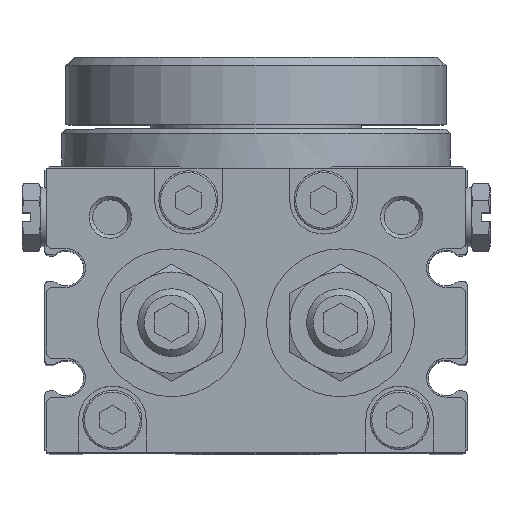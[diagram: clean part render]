
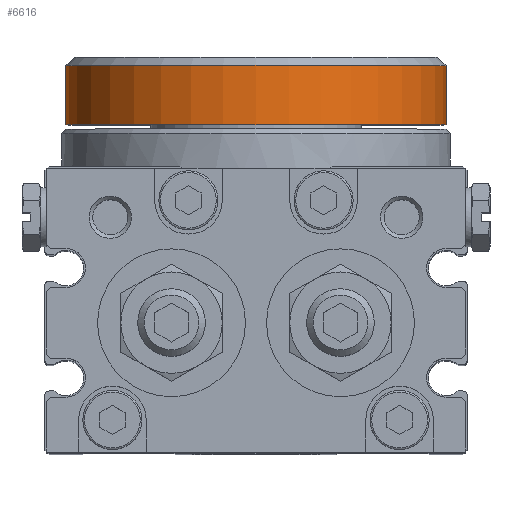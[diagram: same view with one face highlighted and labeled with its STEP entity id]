
A CAD part, top view. The second image highlights one B-rep face of the part: STEP entity #6616.
In plain terms, the highlighted cylindrical face has radius 22.5 mm (diameter 45 mm), a full revolution.
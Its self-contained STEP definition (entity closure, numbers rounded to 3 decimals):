
#95=CYLINDRICAL_SURFACE('',#7257,22.5);
#3084=ORIENTED_EDGE('',*,*,#4024,.T.);
#3085=ORIENTED_EDGE('',*,*,#4015,.F.);
#4015=EDGE_CURVE('',#4625,#4625,#4865,.T.);
#4024=EDGE_CURVE('',#4634,#4634,#4874,.T.);
#4625=VERTEX_POINT('',#11257);
#4634=VERTEX_POINT('',#11276);
#4865=CIRCLE('',#7248,22.5);
#4874=CIRCLE('',#7258,22.5);
#5382=EDGE_LOOP('',(#3084));
#5383=EDGE_LOOP('',(#3085));
#5930=FACE_BOUND('',#5382,.T.);
#5931=FACE_BOUND('',#5383,.T.);
#6616=ADVANCED_FACE('',(#5930,#5931),#95,.T.);
#7248=AXIS2_PLACEMENT_3D('',#11256,#9008,#9009);
#7257=AXIS2_PLACEMENT_3D('',#11274,#9026,#9027);
#7258=AXIS2_PLACEMENT_3D('',#11275,#9028,#9029);
#9008=DIRECTION('',(0.,-1.,0.));
#9009=DIRECTION('',(0.,0.,-1.));
#9026=DIRECTION('',(0.,-1.,0.));
#9027=DIRECTION('',(0.,0.,-1.));
#9028=DIRECTION('',(0.,-1.,0.));
#9029=DIRECTION('',(0.,0.,-1.));
#11256=CARTESIAN_POINT('',(0.,0.,0.));
#11257=CARTESIAN_POINT('',(0.,0.,-22.5));
#11274=CARTESIAN_POINT('',(0.,-50.,0.));
#11275=CARTESIAN_POINT('',(0.,7.,0.));
#11276=CARTESIAN_POINT('',(0.,7.,-22.5));
